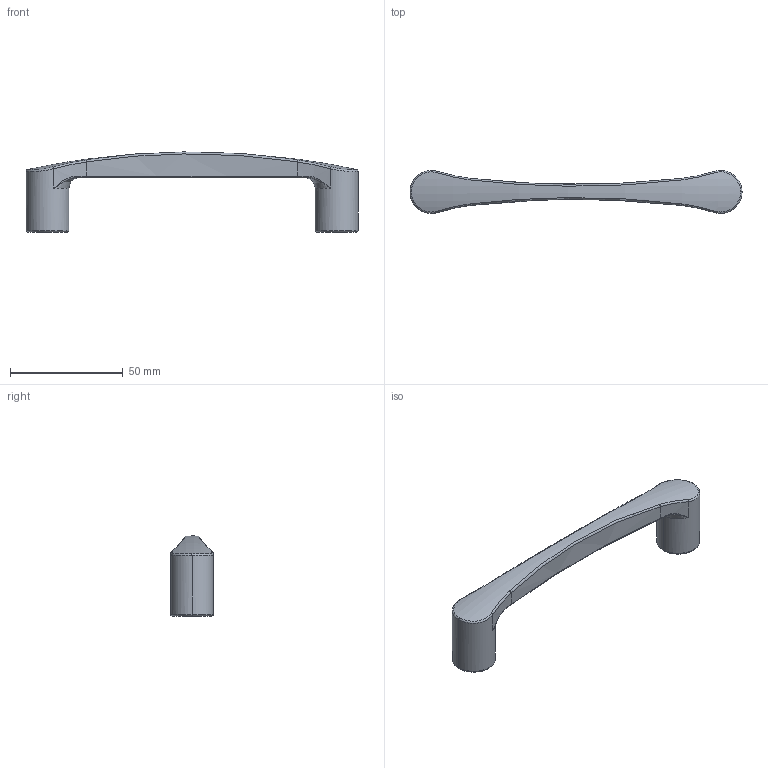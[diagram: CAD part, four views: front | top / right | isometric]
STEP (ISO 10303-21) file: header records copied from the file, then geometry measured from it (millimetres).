
FILE_DESCRIPTION(('Creo Elements/Direct Modeling STEP Export'),'2;1');
FILE_NAME('1013-147.stp','2024-09-11T 8:20:39',(''),(''),'Creo Elements/Direct Modeling STEP processor for AP214 (Solid Model)','Creo Elements/Direct Modeling 20.0 12-Nov-2016 (C) Parametric Technology GmbH','');
FILE_SCHEMA(('AUTOMOTIVE_DESIGN { 1 0 10303 214 1 1 1 1 }'));
Length unit declared in the file: millimetre
Products named in the file (1): 1013-147
Bounding box: 147 x 19 x 35.47 mm (x, y, z)
Volume: 26069.6 mm3; surface area: 8578.1 mm2
Topology: 1 solids, 1 shells, 54 faces, 124 edges, 68 vertices
Faces by surface type: cylinder 18, bspline 14, torus 13, plane 5, cone 4
Entity records: 6196 total; most frequent: CARTESIAN_POINT 5145, ORIENTED_EDGE 232, DIRECTION 178, EDGE_CURVE 116, AXIS2_PLACEMENT_3D 77, VERTEX_POINT 68, EDGE_LOOP 58, FACE_OUTER_BOUND 54
